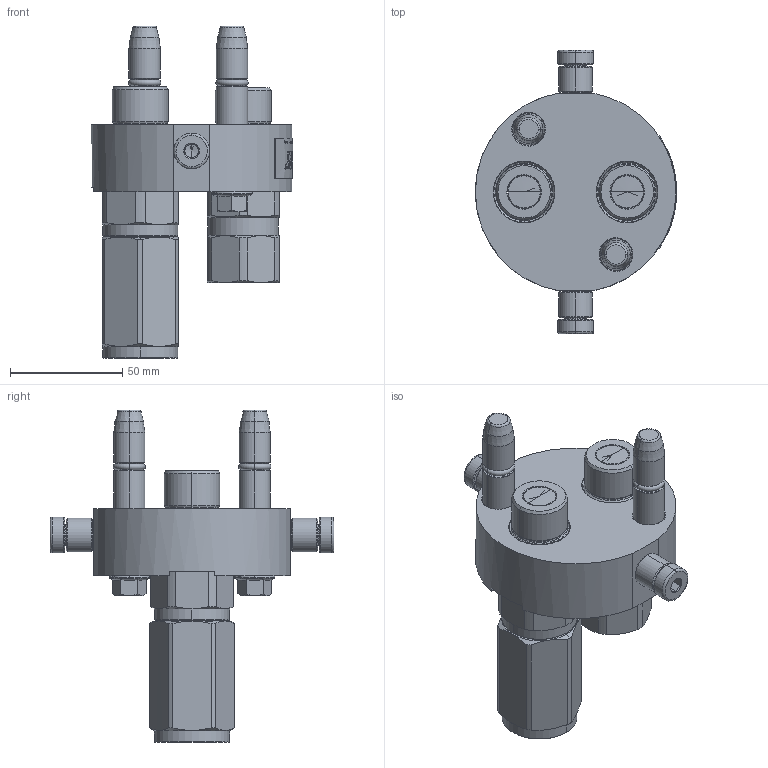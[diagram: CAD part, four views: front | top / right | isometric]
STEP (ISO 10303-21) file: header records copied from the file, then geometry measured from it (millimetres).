
FILE_DESCRIPTION (( 'STEP AP214' ), '1' );
FILE_NAME ('FASTER.step', '2022-12-19T10:12:17', ( '' ), ( '' ), 'SwSTEP 2.0', 'SolidWorks 2017', '' );
FILE_SCHEMA (( 'AUTOMOTIVE_DESIGN' ));
Length unit declared in the file: millimetre
Products named in the file (12): et002_tonda; 3ffnp12_gas_m; P208_M_BASE; or2_62x9_19_m; 4830_021_0000_000; 4830_028_1000_011; 1540_080_0008_000; 4820_010_0000_021; FASTER; 4830_013_3000_030; 2ffnp12-18g_m
Assembly tree (16 placements, depth 3):
  FASTER
    P208_M_BASE
      4820_010_0000_021
      4830_021_0000_000  x2
      or2_62x9_19_m  x2
      1540_080_0008_000  x2
      4830_013_3000_030  x2
      4830_028_1000_011  x2
    3ffnp12_gas_m
      3ffnp12_gas_m
    2ffnp12-18g_m
    et002_tonda
Bounding box: 89.8 x 126.6 x 148.2 mm (x, y, z)
Volume: 39347.6 mm3; surface area: 87757.4 mm2
Topology: 8 solids, 32 shells, 1635 faces, 4390 edges, 2833 vertices
Faces by surface type: plane 670, cylinder 306, bspline 295, cone 262, torus 102
Entity records: 59831 total; most frequent: CARTESIAN_POINT 19430, ORIENTED_EDGE 7675, DIRECTION 6099, EDGE_CURVE 4008, VERTEX_POINT 2609, VECTOR 2143, LINE 2143, AXIS2_PLACEMENT_3D 1978
